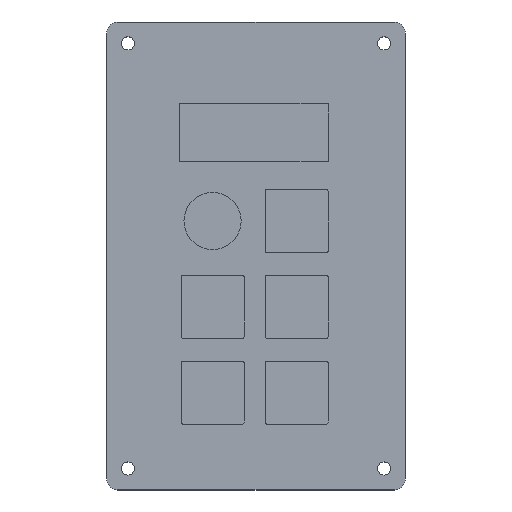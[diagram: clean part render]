
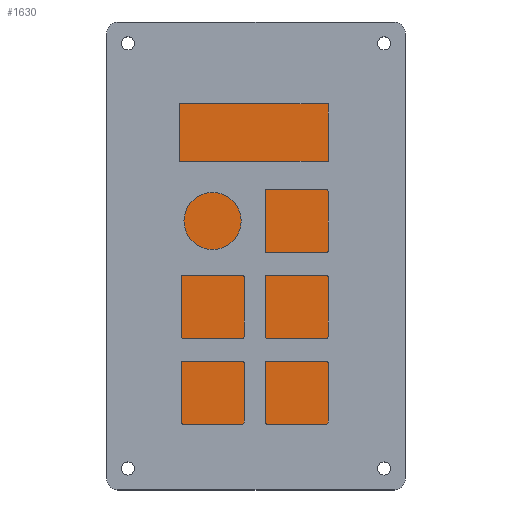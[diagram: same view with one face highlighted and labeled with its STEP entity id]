
A CAD part, top view. The second image highlights one B-rep face of the part: STEP entity #1630.
In plain terms, the highlighted planar face has unit normal (0, 0, 1).
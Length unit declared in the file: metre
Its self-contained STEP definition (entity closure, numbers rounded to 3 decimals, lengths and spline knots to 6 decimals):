
#149=LINE('',#2739,#299);
#150=LINE('',#2742,#300);
#151=LINE('',#2744,#301);
#152=LINE('',#2746,#302);
#299=VECTOR('',#2261,1.);
#300=VECTOR('',#2262,1.);
#301=VECTOR('',#2263,1.);
#302=VECTOR('',#2264,1.);
#350=PLANE('',#1814);
#752=ORIENTED_EDGE('',*,*,#1025,.F.);
#753=ORIENTED_EDGE('',*,*,#1026,.F.);
#754=ORIENTED_EDGE('',*,*,#1027,.T.);
#755=ORIENTED_EDGE('',*,*,#1028,.T.);
#1025=EDGE_CURVE('',#1192,#1193,#149,.T.);
#1026=EDGE_CURVE('',#1194,#1192,#150,.T.);
#1027=EDGE_CURVE('',#1194,#1195,#151,.T.);
#1028=EDGE_CURVE('',#1195,#1193,#152,.T.);
#1192=VERTEX_POINT('',#2740);
#1193=VERTEX_POINT('',#2741);
#1194=VERTEX_POINT('',#2743);
#1195=VERTEX_POINT('',#2745);
#1386=EDGE_LOOP('',(#752,#753,#754,#755));
#1508=FACE_BOUND('',#1386,.T.);
#1630=ADVANCED_FACE('',(#1508),#350,.T.);
#1814=AXIS2_PLACEMENT_3D('',#2738,#2259,#2260);
#2259=DIRECTION('',(0.,0.,1.));
#2260=DIRECTION('',(1.,0.,0.));
#2261=DIRECTION('',(0.,1.,0.));
#2262=DIRECTION('',(-1.,0.,0.));
#2263=DIRECTION('',(0.,1.,0.));
#2264=DIRECTION('',(-1.,0.,0.));
#2738=CARTESIAN_POINT('',(0.,0.,0.003));
#2739=CARTESIAN_POINT('',(-0.023678,0.,0.003));
#2740=CARTESIAN_POINT('',(-0.023678,-0.04241,0.003));
#2741=CARTESIAN_POINT('',(-0.023678,0.04241,0.003));
#2742=CARTESIAN_POINT('',(0.,-0.04241,0.003));
#2743=CARTESIAN_POINT('',(0.023678,-0.04241,0.003));
#2744=CARTESIAN_POINT('',(0.023678,0.,0.003));
#2745=CARTESIAN_POINT('',(0.023678,0.04241,0.003));
#2746=CARTESIAN_POINT('',(0.,0.04241,0.003));
